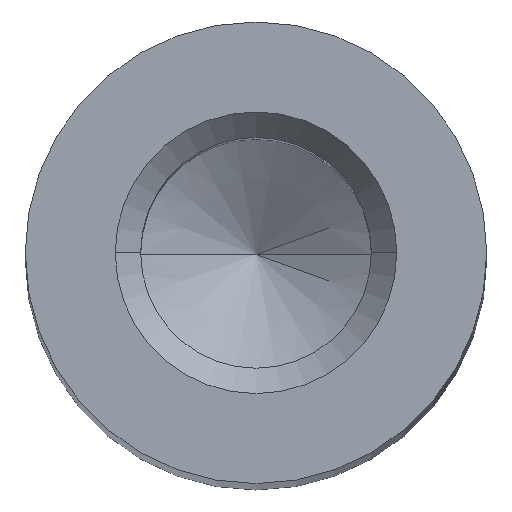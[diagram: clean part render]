
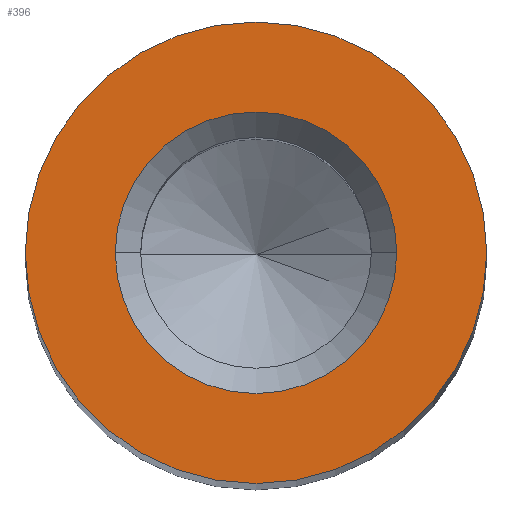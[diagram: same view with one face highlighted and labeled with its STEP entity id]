
A CAD part, top view. The second image highlights one B-rep face of the part: STEP entity #396.
In plain terms, the highlighted planar face has unit normal (0, 0, 1).
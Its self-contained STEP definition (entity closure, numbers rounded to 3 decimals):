
#21 = CARTESIAN_POINT ( 'NONE',  ( 1.525, 0., 20. ) ) ;
#25 = DIRECTION ( 'NONE',  ( 0., 0., 1. ) ) ;
#46 = VERTEX_POINT ( 'NONE', #233 ) ;
#58 = DIRECTION ( 'NONE',  ( 0., 0., 1. ) ) ;
#60 = EDGE_CURVE ( 'NONE', #470, #46, #163, .T. ) ;
#72 = DIRECTION ( 'NONE',  ( 1., 0., 0. ) ) ;
#83 = VERTEX_POINT ( 'NONE', #230 ) ;
#94 = DIRECTION ( 'NONE',  ( 1., 0., 0. ) ) ;
#107 = AXIS2_PLACEMENT_3D ( 'NONE', #178, #58, #129 ) ;
#129 = DIRECTION ( 'NONE',  ( 1., 0., 0. ) ) ;
#148 = FACE_BOUND ( 'NONE', #446, .T. ) ;
#153 = DIRECTION ( 'NONE',  ( 1., 0., 0. ) ) ;
#163 = CIRCLE ( 'NONE', #367, 1.525 ) ;
#174 = ORIENTED_EDGE ( 'NONE', *, *, #187, .T. ) ;
#178 = CARTESIAN_POINT ( 'NONE',  ( 0., 0., 20. ) ) ;
#187 = EDGE_CURVE ( 'NONE', #83, #363, #345, .T. ) ;
#196 = CIRCLE ( 'NONE', #324, 2.5 ) ;
#230 = CARTESIAN_POINT ( 'NONE',  ( 2.5, 0., 20. ) ) ;
#233 = CARTESIAN_POINT ( 'NONE',  ( -1.525, 0., 20. ) ) ;
#246 = DIRECTION ( 'NONE',  ( 0., 0., 1. ) ) ;
#266 = ORIENTED_EDGE ( 'NONE', *, *, #472, .F. ) ;
#274 = ORIENTED_EDGE ( 'NONE', *, *, #346, .T. ) ;
#278 = AXIS2_PLACEMENT_3D ( 'NONE', #378, #357, #315 ) ;
#289 = CARTESIAN_POINT ( 'NONE',  ( -2.5, 0., 20. ) ) ;
#290 = CIRCLE ( 'NONE', #278, 1.525 ) ;
#298 = CARTESIAN_POINT ( 'NONE',  ( 0., 0., 20. ) ) ;
#299 = ORIENTED_EDGE ( 'NONE', *, *, #60, .F. ) ;
#315 = DIRECTION ( 'NONE',  ( 1., 0., 0. ) ) ;
#324 = AXIS2_PLACEMENT_3D ( 'NONE', #467, #246, #94 ) ;
#345 = CIRCLE ( 'NONE', #409, 2.5 ) ;
#346 = EDGE_CURVE ( 'NONE', #363, #83, #196, .T. ) ;
#357 = DIRECTION ( 'NONE',  ( 0., 0., 1. ) ) ;
#363 = VERTEX_POINT ( 'NONE', #289 ) ;
#367 = AXIS2_PLACEMENT_3D ( 'NONE', #379, #453, #153 ) ;
#378 = CARTESIAN_POINT ( 'NONE',  ( 0., 0., 20. ) ) ;
#379 = CARTESIAN_POINT ( 'NONE',  ( 0., 0., 20. ) ) ;
#394 = EDGE_LOOP ( 'NONE', ( #174, #274 ) ) ;
#396 = ADVANCED_FACE ( 'NONE', ( #148, #458 ), #466, .T. ) ;
#409 = AXIS2_PLACEMENT_3D ( 'NONE', #298, #25, #72 ) ;
#446 = EDGE_LOOP ( 'NONE', ( #299, #266 ) ) ;
#453 = DIRECTION ( 'NONE',  ( 0., 0., 1. ) ) ;
#458 = FACE_OUTER_BOUND ( 'NONE', #394, .T. ) ;
#466 = PLANE ( 'NONE',  #107 ) ;
#467 = CARTESIAN_POINT ( 'NONE',  ( 0., 0., 20. ) ) ;
#470 = VERTEX_POINT ( 'NONE', #21 ) ;
#472 = EDGE_CURVE ( 'NONE', #46, #470, #290, .T. ) ;
